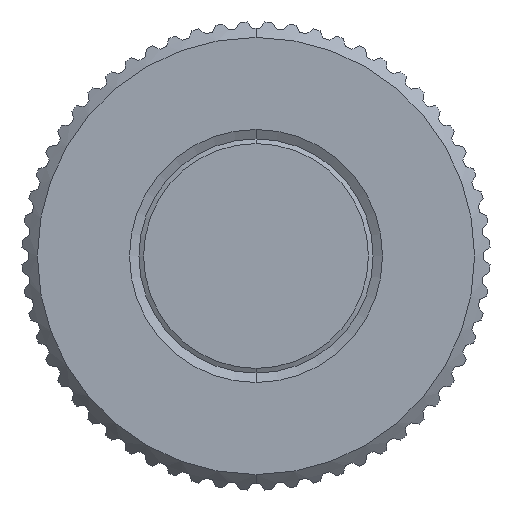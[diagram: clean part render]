
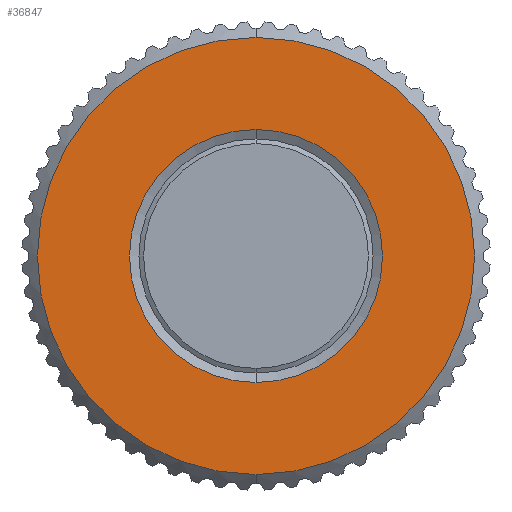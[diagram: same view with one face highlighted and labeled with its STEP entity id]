
A CAD part, left-side view. The second image highlights one B-rep face of the part: STEP entity #36847.
In plain terms, the highlighted planar face has unit normal (-1, 0, 0).
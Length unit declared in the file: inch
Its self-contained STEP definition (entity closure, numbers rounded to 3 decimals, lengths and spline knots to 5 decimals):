
#20334=CARTESIAN_POINT('',(-5.23622,0.,0.));
#20335=DIRECTION('',(-1.,0.,0.));
#20336=DIRECTION('',(0.,0.,1.));
#20337=AXIS2_PLACEMENT_3D('',#20334,#20335,#20336);
#20339=CARTESIAN_POINT('',(-5.23622,0.,0.));
#20340=DIRECTION('',(-1.,0.,0.));
#20341=DIRECTION('',(0.,0.,-1.));
#20342=AXIS2_PLACEMENT_3D('',#20339,#20340,#20341);
#20344=CARTESIAN_POINT('',(-5.23622,0.,0.));
#20345=DIRECTION('',(1.,0.,0.));
#20346=DIRECTION('',(0.,0.,1.));
#20347=AXIS2_PLACEMENT_3D('',#20344,#20345,#20346);
#20349=CARTESIAN_POINT('',(-5.23622,0.,0.));
#20350=DIRECTION('',(1.,0.,0.));
#20351=DIRECTION('',(0.,0.,-1.));
#20352=AXIS2_PLACEMENT_3D('',#20349,#20350,#20351);
#26023=CARTESIAN_POINT('',(-5.23622,0.,-0.31914));
#26024=CARTESIAN_POINT('',(-5.23622,0.,0.31914));
#26025=VERTEX_POINT('',#26023);
#26026=VERTEX_POINT('',#26024);
#26582=CARTESIAN_POINT('',(-5.23622,0.,0.55118));
#26584=VERTEX_POINT('',#26582);
#26634=CARTESIAN_POINT('',(-5.23622,0.,-0.55118));
#26635=VERTEX_POINT('',#26634);
#36831=CARTESIAN_POINT('',(-5.23622,0.55118,0.));
#36832=DIRECTION('',(-1.,0.,0.));
#36833=DIRECTION('',(0.,0.,1.));
#36834=AXIS2_PLACEMENT_3D('',#36831,#36832,#36833);
#36835=PLANE('445',#36834);
#36836=ORIENTED_EDGE('1506',*,*,#36694,.F.);
#36838=ORIENTED_EDGE('1311',*,*,#36837,.F.);
#36839=EDGE_LOOP('445',(#36836,#36838));
#36840=FACE_OUTER_BOUND('445',#36839,.F.);
#36842=ORIENTED_EDGE('1477',*,*,#36841,.F.);
#36844=ORIENTED_EDGE('906',*,*,#36843,.F.);
#36845=EDGE_LOOP('445',(#36842,#36844));
#36846=FACE_BOUND('445',#36845,.F.);
#20338=CIRCLE('1506',#20337,0.55118);
#20343=CIRCLE('1311',#20342,0.55118);
#20348=CIRCLE('1477',#20347,0.31914);
#20353=CIRCLE('906',#20352,0.31914);
#36694=EDGE_CURVE('1506',#26584,#26635,#20338,.T.);
#36837=EDGE_CURVE('1311',#26635,#26584,#20343,.T.);
#36841=EDGE_CURVE('1477',#26026,#26025,#20348,.T.);
#36843=EDGE_CURVE('906',#26025,#26026,#20353,.T.);
#36847=ADVANCED_FACE('445',(#36840,#36846),#36835,.T.);
